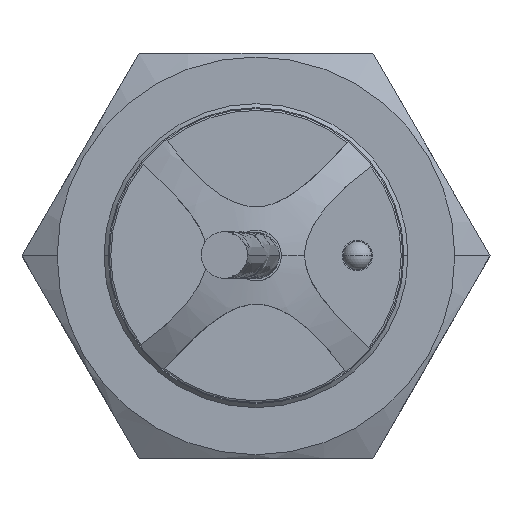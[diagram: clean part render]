
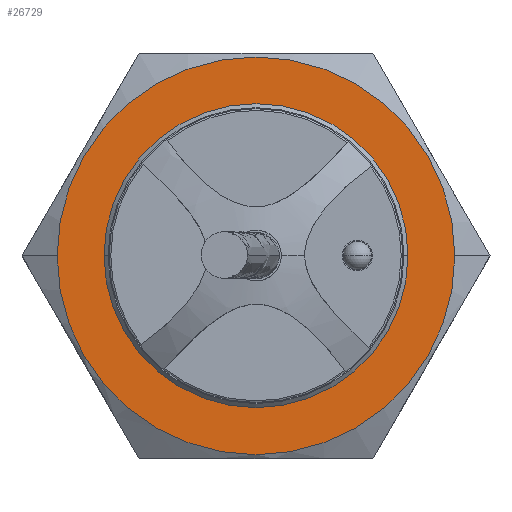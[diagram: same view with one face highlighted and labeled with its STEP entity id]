
A CAD part, top view. The second image highlights one B-rep face of the part: STEP entity #26729.
In plain terms, the highlighted planar face has unit normal (0, 0, 1).
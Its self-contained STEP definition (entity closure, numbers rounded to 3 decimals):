
#367 = EDGE_CURVE ( 'NONE', #39594, #51166, #30510, .T. ) ;
#3183 = AXIS2_PLACEMENT_3D ( 'NONE', #35539, #3233, #43299 ) ;
#3233 = DIRECTION ( 'NONE',  ( 0., 0., -1. ) ) ;
#5867 = DIRECTION ( 'NONE',  ( 0., 0., -1. ) ) ;
#7718 = CARTESIAN_POINT ( 'NONE',  ( 0., 0., 32.745 ) ) ;
#13089 = ORIENTED_EDGE ( 'NONE', *, *, #367, .F. ) ;
#16379 = VERTEX_POINT ( 'NONE', #32330 ) ;
#18090 = DIRECTION ( 'NONE',  ( 0., 0., -1. ) ) ;
#21739 = CARTESIAN_POINT ( 'NONE',  ( 19.625, 0., 32.745 ) ) ;
#22275 = CARTESIAN_POINT ( 'NONE',  ( 0., 0., 32.745 ) ) ;
#23667 = CIRCLE ( 'NONE', #3183, 19.625 ) ;
#23798 = DIRECTION ( 'NONE',  ( 0., 0., 1. ) ) ;
#24165 = PLANE ( 'NONE',  #34251 ) ;
#24979 = FACE_BOUND ( 'NONE', #47088, .T. ) ;
#26665 = DIRECTION ( 'NONE',  ( 1., 0., 0. ) ) ;
#26729 = ADVANCED_FACE ( 'NONE', ( #24979, #46117 ), #24165, .T. ) ;
#26732 = EDGE_LOOP ( 'NONE', ( #13089, #28246 ) ) ;
#27659 = DIRECTION ( 'NONE',  ( 1., 0., 0. ) ) ;
#28246 = ORIENTED_EDGE ( 'NONE', *, *, #38215, .F. ) ;
#28460 = AXIS2_PLACEMENT_3D ( 'NONE', #22275, #5867, #46081 ) ;
#28557 = ORIENTED_EDGE ( 'NONE', *, *, #44771, .T. ) ;
#30510 = CIRCLE ( 'NONE', #28460, 19.625 ) ;
#31345 = CIRCLE ( 'NONE', #44344, 13.706 ) ;
#32330 = CARTESIAN_POINT ( 'NONE',  ( 13.706, 0., 32.745 ) ) ;
#33224 = CARTESIAN_POINT ( 'NONE',  ( -13.706, 0., 32.745 ) ) ;
#34251 = AXIS2_PLACEMENT_3D ( 'NONE', #36173, #23798, #27659 ) ;
#34823 = AXIS2_PLACEMENT_3D ( 'NONE', #50116, #18090, #26665 ) ;
#35539 = CARTESIAN_POINT ( 'NONE',  ( 0., 0., 32.745 ) ) ;
#35980 = ORIENTED_EDGE ( 'NONE', *, *, #41062, .T. ) ;
#36173 = CARTESIAN_POINT ( 'NONE',  ( 11.547, -20., 32.745 ) ) ;
#36259 = VERTEX_POINT ( 'NONE', #33224 ) ;
#38215 = EDGE_CURVE ( 'NONE', #51166, #39594, #23667, .T. ) ;
#39594 = VERTEX_POINT ( 'NONE', #47879 ) ;
#41062 = EDGE_CURVE ( 'NONE', #36259, #16379, #47651, .T. ) ;
#43299 = DIRECTION ( 'NONE',  ( -1., 0., 0. ) ) ;
#43912 = DIRECTION ( 'NONE',  ( 1., 0., 0. ) ) ;
#44344 = AXIS2_PLACEMENT_3D ( 'NONE', #7718, #47760, #43912 ) ;
#44771 = EDGE_CURVE ( 'NONE', #16379, #36259, #31345, .T. ) ;
#46081 = DIRECTION ( 'NONE',  ( -1., 0., 0. ) ) ;
#46117 = FACE_OUTER_BOUND ( 'NONE', #26732, .T. ) ;
#47088 = EDGE_LOOP ( 'NONE', ( #28557, #35980 ) ) ;
#47651 = CIRCLE ( 'NONE', #34823, 13.706 ) ;
#47760 = DIRECTION ( 'NONE',  ( 0., 0., -1. ) ) ;
#47879 = CARTESIAN_POINT ( 'NONE',  ( -19.625, 0., 32.745 ) ) ;
#50116 = CARTESIAN_POINT ( 'NONE',  ( 0., 0., 32.745 ) ) ;
#51166 = VERTEX_POINT ( 'NONE', #21739 ) ;
